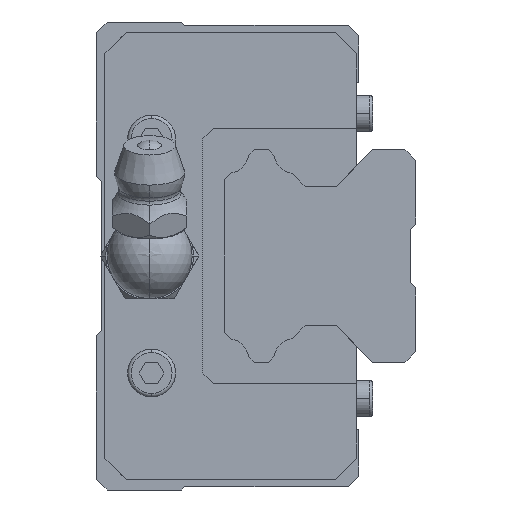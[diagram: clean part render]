
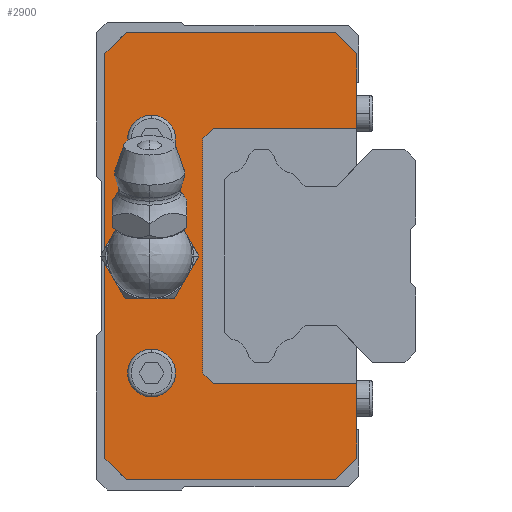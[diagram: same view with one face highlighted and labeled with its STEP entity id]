
A CAD part, left-side view. The second image highlights one B-rep face of the part: STEP entity #2900.
In plain terms, the highlighted planar face has unit normal (-1, 0, 0).
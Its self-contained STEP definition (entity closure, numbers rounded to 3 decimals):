
#1738 = EDGE_CURVE( '', #2014, #3406, #5037, .T. );
#1978 = VERTEX_POINT( '', #5296 );
#2002 = VERTEX_POINT( '', #5321 );
#2006 = EDGE_CURVE( '', #3982, #2254, #5326, .T. );
#2014 = VERTEX_POINT( '', #5334 );
#2090 = EDGE_CURVE( '', #1978, #3652, #5417, .T. );
#2254 = VERTEX_POINT( '', #5603 );
#2304 = EDGE_CURVE( '', #3150, #4622, #5659, .T. );
#2364 = EDGE_CURVE( '', #4286, #4486, #5723, .T. );
#2386 = VERTEX_POINT( '', #5746 );
#2430 = VERTEX_POINT( '', #5795 );
#2882 = VERTEX_POINT( '', #6298 );
#2900 = ADVANCED_FACE( '', ( #6318, #6319, #6320, #6321 ), #6322, .F. );
#2936 = EDGE_CURVE( '', #4486, #3982, #6363, .T. );
#2988 = VERTEX_POINT( '', #6420 );
#3082 = EDGE_CURVE( '', #3600, #1978, #6523, .T. );
#3090 = EDGE_CURVE( '', #2430, #3800, #6532, .T. );
#3150 = VERTEX_POINT( '', #6597 );
#3166 = EDGE_CURVE( '', #3956, #2988, #6615, .T. );
#3260 = EDGE_CURVE( '', #2988, #3956, #6716, .T. );
#3354 = EDGE_CURVE( '', #3600, #4402, #6823, .T. );
#3372 = VERTEX_POINT( '', #6844 );
#3384 = EDGE_CURVE( '', #2002, #2882, #6856, .T. );
#3406 = VERTEX_POINT( '', #6882 );
#3512 = EDGE_CURVE( '', #2882, #2254, #6996, .T. );
#3550 = EDGE_CURVE( '', #3652, #2002, #7040, .T. );
#3562 = EDGE_CURVE( '', #3406, #2014, #7052, .T. );
#3600 = VERTEX_POINT( '', #7099 );
#3652 = VERTEX_POINT( '', #7158 );
#3770 = EDGE_CURVE( '', #2386, #3372, #7281, .T. );
#3800 = VERTEX_POINT( '', #7312 );
#3844 = EDGE_CURVE( '', #3800, #2386, #7359, .T. );
#3914 = EDGE_CURVE( '', #3372, #4286, #7438, .T. );
#3956 = VERTEX_POINT( '', #7483 );
#3982 = VERTEX_POINT( '', #7513 );
#4200 = EDGE_CURVE( '', #4622, #3150, #7747, .T. );
#4286 = VERTEX_POINT( '', #7838 );
#4402 = VERTEX_POINT( '', #7967 );
#4486 = VERTEX_POINT( '', #8062 );
#4550 = EDGE_CURVE( '', #4402, #2430, #8135, .T. );
#4622 = VERTEX_POINT( '', #8214 );
#5037 = CIRCLE( '', #8685, 2.25 );
#5296 = CARTESIAN_POINT( '', ( 17., 19., -12. ) );
#5321 = CARTESIAN_POINT( '', ( 17., 20., 11. ) );
#5326 = LINE( '', #9108, #9109 );
#5334 = CARTESIAN_POINT( '', ( 17., 27.067, -11. ) );
#5417 = LINE( '', #9227, #9228 );
#5603 = CARTESIAN_POINT( '', ( 17., 5.517, 12. ) );
#5659 = CIRCLE( '', #9589, 3. );
#5723 = LINE( '', #9680, #9681 );
#5746 = CARTESIAN_POINT( '', ( 17., 29.2, -19. ) );
#5795 = CARTESIAN_POINT( '', ( 17., 7.517, -21. ) );
#6298 = CARTESIAN_POINT( '', ( 17., 19., 12. ) );
#6318 = FACE_BOUND( '', #10558, .T. );
#6319 = FACE_BOUND( '', #10559, .T. );
#6320 = FACE_BOUND( '', #10560, .T. );
#6321 = FACE_OUTER_BOUND( '', #10561, .T. );
#6322 = PLANE( '', #10562 );
#6363 = LINE( '', #10621, #10622 );
#6420 = CARTESIAN_POINT( '', ( 17., 27.067, 11. ) );
#6523 = LINE( '', #10859, #10860 );
#6532 = LINE( '', #10872, #10873 );
#6597 = CARTESIAN_POINT( '', ( 17., 28., 0. ) );
#6615 = CIRCLE( '', #10981, 2.25 );
#6716 = CIRCLE( '', #11111, 2.25 );
#6823 = LINE( '', #11257, #11258 );
#6844 = CARTESIAN_POINT( '', ( 17., 29.2, 19. ) );
#6856 = LINE( '', #11305, #11306 );
#6882 = CARTESIAN_POINT( '', ( 17., 22.567, -11. ) );
#6996 = LINE( '', #11512, #11513 );
#7040 = LINE( '', #11574, #11575 );
#7052 = CIRCLE( '', #11593, 2.25 );
#7099 = CARTESIAN_POINT( '', ( 17., 5.517, -12. ) );
#7158 = CARTESIAN_POINT( '', ( 17., 20., -11. ) );
#7281 = LINE( '', #11923, #11924 );
#7312 = CARTESIAN_POINT( '', ( 17., 27.2, -21. ) );
#7359 = LINE( '', #12036, #12037 );
#7438 = LINE( '', #12151, #12152 );
#7483 = CARTESIAN_POINT( '', ( 17., 22.567, 11. ) );
#7513 = CARTESIAN_POINT( '', ( 17., 5.517, 19. ) );
#7747 = CIRCLE( '', #12596, 3. );
#7838 = CARTESIAN_POINT( '', ( 17., 27.2, 21. ) );
#7967 = CARTESIAN_POINT( '', ( 17., 5.517, -19. ) );
#8062 = CARTESIAN_POINT( '', ( 17., 7.517, 21. ) );
#8135 = LINE( '', #13136, #13137 );
#8214 = CARTESIAN_POINT( '', ( 17., 22., 0. ) );
#8685 = AXIS2_PLACEMENT_3D( '', #13852, #13853, #13854 );
#9108 = CARTESIAN_POINT( '', ( 17., 5.517, -9.5 ) );
#9109 = VECTOR( '', #14165, 1. );
#9227 = CARTESIAN_POINT( '', ( 17., 18.25, -12.75 ) );
#9228 = VECTOR( '', #14250, 1. );
#9589 = AXIS2_PLACEMENT_3D( '', #14565, #14566, #14567 );
#9680 = CARTESIAN_POINT( '', ( 17., 5.759, 21. ) );
#9681 = VECTOR( '', #14624, 1. );
#10558 = EDGE_LOOP( '', ( #15380, #15381 ) );
#10559 = EDGE_LOOP( '', ( #15382, #15383 ) );
#10560 = EDGE_LOOP( '', ( #15384, #15385 ) );
#10561 = EDGE_LOOP( '', ( #15386, #15387, #15388, #15389, #15390, #15391, #15392, #15393, #15394, #15395, #15396, #15397, #15398, #15399 ) );
#10562 = AXIS2_PLACEMENT_3D( '', #15400, #15401, #15402 );
#10621 = CARTESIAN_POINT( '', ( 17., 0.388, 13.871 ) );
#10622 = VECTOR( '', #15450, 1. );
#10859 = CARTESIAN_POINT( '', ( 17., 4.759, -12. ) );
#10860 = VECTOR( '', #15624, 1. );
#10872 = CARTESIAN_POINT( '', ( 17., 15.6, -21. ) );
#10873 = VECTOR( '', #15634, 1. );
#10981 = AXIS2_PLACEMENT_3D( '', #15732, #15733, #15734 );
#11111 = AXIS2_PLACEMENT_3D( '', #15828, #15829, #15830 );
#11257 = CARTESIAN_POINT( '', ( 17., 5.517, -9.5 ) );
#11258 = VECTOR( '', #15945, 1. );
#11305 = CARTESIAN_POINT( '', ( 17., 18.75, 12.25 ) );
#11306 = VECTOR( '', #15979, 1. );
#11512 = CARTESIAN_POINT( '', ( 17., 11.5, 12. ) );
#11513 = VECTOR( '', #16135, 1. );
#11574 = CARTESIAN_POINT( '', ( 17., 20., -5.5 ) );
#11575 = VECTOR( '', #16201, 1. );
#11593 = AXIS2_PLACEMENT_3D( '', #16207, #16208, #16209 );
#11923 = CARTESIAN_POINT( '', ( 17., 29.2, 9.5 ) );
#11924 = VECTOR( '', #16437, 1. );
#12036 = CARTESIAN_POINT( '', ( 17., 27.65, -20.55 ) );
#12037 = VECTOR( '', #16504, 1. );
#12151 = CARTESIAN_POINT( '', ( 17., 26.65, 21.55 ) );
#12152 = VECTOR( '', #16599, 1. );
#12596 = AXIS2_PLACEMENT_3D( '', #16900, #16901, #16902 );
#13136 = CARTESIAN_POINT( '', ( 17., 1.388, -14.871 ) );
#13137 = VECTOR( '', #17371, 1. );
#13852 = CARTESIAN_POINT( '', ( 17., 24.817, -11. ) );
#13853 = DIRECTION( '', ( 1., 0., 0. ) );
#13854 = DIRECTION( '', ( 0., 1., 0. ) );
#14165 = DIRECTION( '', ( 0., 0., -1. ) );
#14250 = DIRECTION( '', ( 0., 0.707, 0.707 ) );
#14565 = CARTESIAN_POINT( '', ( 17., 25., 0. ) );
#14566 = DIRECTION( '', ( 1., 0., 0. ) );
#14567 = DIRECTION( '', ( 0., 1., 0. ) );
#14624 = DIRECTION( '', ( 0., -1., 0. ) );
#15380 = ORIENTED_EDGE( '', *, *, #2304, .T. );
#15381 = ORIENTED_EDGE( '', *, *, #4200, .T. );
#15382 = ORIENTED_EDGE( '', *, *, #3260, .T. );
#15383 = ORIENTED_EDGE( '', *, *, #3166, .T. );
#15384 = ORIENTED_EDGE( '', *, *, #1738, .T. );
#15385 = ORIENTED_EDGE( '', *, *, #3562, .T. );
#15386 = ORIENTED_EDGE( '', *, *, #3082, .T. );
#15387 = ORIENTED_EDGE( '', *, *, #2090, .T. );
#15388 = ORIENTED_EDGE( '', *, *, #3550, .T. );
#15389 = ORIENTED_EDGE( '', *, *, #3384, .T. );
#15390 = ORIENTED_EDGE( '', *, *, #3512, .T. );
#15391 = ORIENTED_EDGE( '', *, *, #2006, .F. );
#15392 = ORIENTED_EDGE( '', *, *, #2936, .F. );
#15393 = ORIENTED_EDGE( '', *, *, #2364, .F. );
#15394 = ORIENTED_EDGE( '', *, *, #3914, .F. );
#15395 = ORIENTED_EDGE( '', *, *, #3770, .F. );
#15396 = ORIENTED_EDGE( '', *, *, #3844, .F. );
#15397 = ORIENTED_EDGE( '', *, *, #3090, .F. );
#15398 = ORIENTED_EDGE( '', *, *, #4550, .F. );
#15399 = ORIENTED_EDGE( '', *, *, #3354, .F. );
#15400 = CARTESIAN_POINT( '', ( 17., 4., 0. ) );
#15401 = DIRECTION( '', ( 1., 0., 0. ) );
#15402 = DIRECTION( '', ( 0., 0., -1. ) );
#15450 = DIRECTION( '', ( 0., -0.707, -0.707 ) );
#15624 = DIRECTION( '', ( 0., 1., 0. ) );
#15634 = DIRECTION( '', ( 0., 1., 0. ) );
#15732 = CARTESIAN_POINT( '', ( 17., 24.817, 11. ) );
#15733 = DIRECTION( '', ( 1., 0., 0. ) );
#15734 = DIRECTION( '', ( 0., 1., 0. ) );
#15828 = CARTESIAN_POINT( '', ( 17., 24.817, 11. ) );
#15829 = DIRECTION( '', ( 1., 0., 0. ) );
#15830 = DIRECTION( '', ( 0., 1., 0. ) );
#15945 = DIRECTION( '', ( 0., 0., -1. ) );
#15979 = DIRECTION( '', ( 0., -0.707, 0.707 ) );
#16135 = DIRECTION( '', ( 0., -1., 0. ) );
#16201 = DIRECTION( '', ( 0., 0., 1. ) );
#16207 = CARTESIAN_POINT( '', ( 17., 24.817, -11. ) );
#16208 = DIRECTION( '', ( 1., 0., 0. ) );
#16209 = DIRECTION( '', ( 0., 1., 0. ) );
#16437 = DIRECTION( '', ( 0., 0., 1. ) );
#16504 = DIRECTION( '', ( 0., 0.707, 0.707 ) );
#16599 = DIRECTION( '', ( 0., -0.707, 0.707 ) );
#16900 = CARTESIAN_POINT( '', ( 17., 25., 0. ) );
#16901 = DIRECTION( '', ( 1., 0., 0. ) );
#16902 = DIRECTION( '', ( 0., 1., 0. ) );
#17371 = DIRECTION( '', ( 0., 0.707, -0.707 ) );
